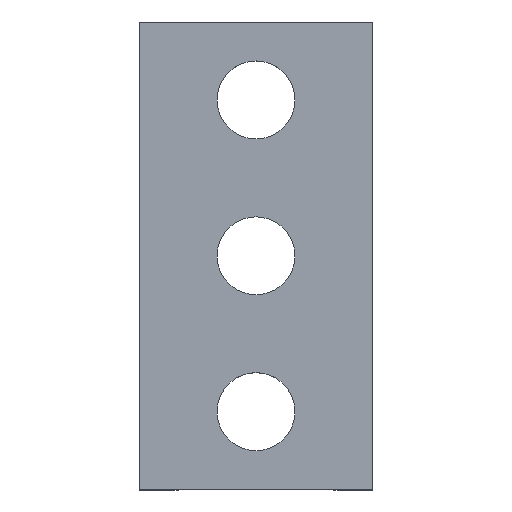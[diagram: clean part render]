
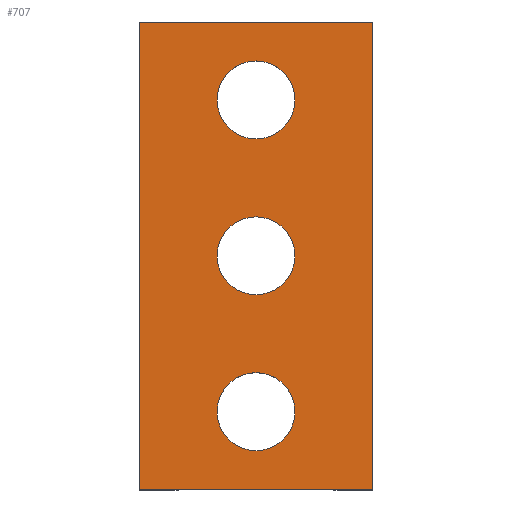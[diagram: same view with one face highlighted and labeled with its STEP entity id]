
A CAD part, top view. The second image highlights one B-rep face of the part: STEP entity #707.
In plain terms, the highlighted planar face has unit normal (0, 0, 1).
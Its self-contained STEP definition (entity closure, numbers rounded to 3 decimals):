
#1 = EDGE_LOOP ( 'NONE', ( #755, #893 ) ) ;
#13 = DIRECTION ( 'NONE',  ( 0., 0., 1. ) ) ;
#23 = ORIENTED_EDGE ( 'NONE', *, *, #643, .F. ) ;
#35 = ORIENTED_EDGE ( 'NONE', *, *, #298, .F. ) ;
#45 = LINE ( 'NONE', #998, #465 ) ;
#55 = DIRECTION ( 'NONE',  ( 1., 0., 0. ) ) ;
#66 = CIRCLE ( 'NONE', #710, 2. ) ;
#73 = DIRECTION ( 'NONE',  ( 0., 0., 1. ) ) ;
#95 = EDGE_CURVE ( 'NONE', #834, #160, #239, .T. ) ;
#104 = AXIS2_PLACEMENT_3D ( 'NONE', #860, #788, #297 ) ;
#110 = CIRCLE ( 'NONE', #104, 2. ) ;
#142 = CARTESIAN_POINT ( 'NONE',  ( -2., 4., 1.5 ) ) ;
#147 = CARTESIAN_POINT ( 'NONE',  ( 0., 4., 1.5 ) ) ;
#157 = VECTOR ( 'NONE', #894, 1000. ) ;
#159 = VERTEX_POINT ( 'NONE', #211 ) ;
#160 = VERTEX_POINT ( 'NONE', #777 ) ;
#170 = ORIENTED_EDGE ( 'NONE', *, *, #346, .F. ) ;
#190 = ORIENTED_EDGE ( 'NONE', *, *, #1031, .T. ) ;
#197 = AXIS2_PLACEMENT_3D ( 'NONE', #567, #13, #572 ) ;
#205 = CARTESIAN_POINT ( 'NONE',  ( 6., 0., 1.5 ) ) ;
#211 = CARTESIAN_POINT ( 'NONE',  ( 2., 12., 1.5 ) ) ;
#228 = CARTESIAN_POINT ( 'NONE',  ( 0., 12., 1.5 ) ) ;
#229 = CIRCLE ( 'NONE', #868, 2. ) ;
#230 = CARTESIAN_POINT ( 'NONE',  ( 6., 24., 1.5 ) ) ;
#236 = CARTESIAN_POINT ( 'NONE',  ( 2., 4., 1.5 ) ) ;
#239 = CIRCLE ( 'NONE', #957, 2. ) ;
#258 = LINE ( 'NONE', #754, #271 ) ;
#271 = VECTOR ( 'NONE', #592, 1000. ) ;
#287 = CARTESIAN_POINT ( 'NONE',  ( 0., 4., 1.5 ) ) ;
#297 = DIRECTION ( 'NONE',  ( 1., 0., 0. ) ) ;
#298 = EDGE_CURVE ( 'NONE', #159, #890, #229, .T. ) ;
#301 = FACE_BOUND ( 'NONE', #1, .T. ) ;
#304 = DIRECTION ( 'NONE',  ( 1., 0., 0. ) ) ;
#326 = CARTESIAN_POINT ( 'NONE',  ( 6., 8., 1.5 ) ) ;
#340 = LINE ( 'NONE', #554, #960 ) ;
#346 = EDGE_CURVE ( 'NONE', #160, #834, #409, .T. ) ;
#351 = ORIENTED_EDGE ( 'NONE', *, *, #806, .F. ) ;
#359 = LINE ( 'NONE', #326, #157 ) ;
#360 = EDGE_CURVE ( 'NONE', #814, #740, #340, .T. ) ;
#365 = VERTEX_POINT ( 'NONE', #578 ) ;
#407 = FACE_BOUND ( 'NONE', #783, .T. ) ;
#409 = CIRCLE ( 'NONE', #197, 2. ) ;
#428 = CARTESIAN_POINT ( 'NONE',  ( 0., 20., 1.5 ) ) ;
#435 = AXIS2_PLACEMENT_3D ( 'NONE', #287, #73, #803 ) ;
#440 = EDGE_LOOP ( 'NONE', ( #35, #351 ) ) ;
#441 = EDGE_CURVE ( 'NONE', #954, #740, #359, .T. ) ;
#464 = CARTESIAN_POINT ( 'NONE',  ( 2., 20., 1.5 ) ) ;
#465 = VECTOR ( 'NONE', #845, 1000. ) ;
#484 = AXIS2_PLACEMENT_3D ( 'NONE', #770, #841, #611 ) ;
#489 = ORIENTED_EDGE ( 'NONE', *, *, #360, .T. ) ;
#491 = DIRECTION ( 'NONE',  ( 1., 0., 0. ) ) ;
#547 = EDGE_LOOP ( 'NONE', ( #489, #996, #23, #190 ) ) ;
#554 = CARTESIAN_POINT ( 'NONE',  ( -6., 0., 1.5 ) ) ;
#567 = CARTESIAN_POINT ( 'NONE',  ( 0., 20., 1.5 ) ) ;
#572 = DIRECTION ( 'NONE',  ( 1., 0., 0. ) ) ;
#578 = CARTESIAN_POINT ( 'NONE',  ( -6., 24., 1.5 ) ) ;
#592 = DIRECTION ( 'NONE',  ( 0., -1., 0. ) ) ;
#611 = DIRECTION ( 'NONE',  ( -1., 0., 0. ) ) ;
#640 = ORIENTED_EDGE ( 'NONE', *, *, #95, .F. ) ;
#643 = EDGE_CURVE ( 'NONE', #365, #954, #45, .T. ) ;
#645 = DIRECTION ( 'NONE',  ( 0., 0., 1. ) ) ;
#655 = FACE_OUTER_BOUND ( 'NONE', #547, .T. ) ;
#684 = DIRECTION ( 'NONE',  ( 1., 0., 0. ) ) ;
#707 = ADVANCED_FACE ( 'NONE', ( #407, #980, #301, #655 ), #762, .F. ) ;
#710 = AXIS2_PLACEMENT_3D ( 'NONE', #147, #785, #55 ) ;
#733 = EDGE_CURVE ( 'NONE', #942, #796, #66, .T. ) ;
#740 = VERTEX_POINT ( 'NONE', #205 ) ;
#754 = CARTESIAN_POINT ( 'NONE',  ( -6., 8., 1.5 ) ) ;
#755 = ORIENTED_EDGE ( 'NONE', *, *, #733, .F. ) ;
#762 = PLANE ( 'NONE',  #484 ) ;
#770 = CARTESIAN_POINT ( 'NONE',  ( -6., 8., 1.5 ) ) ;
#777 = CARTESIAN_POINT ( 'NONE',  ( -2., 20., 1.5 ) ) ;
#783 = EDGE_LOOP ( 'NONE', ( #640, #170 ) ) ;
#785 = DIRECTION ( 'NONE',  ( 0., 0., 1. ) ) ;
#788 = DIRECTION ( 'NONE',  ( 0., 0., 1. ) ) ;
#796 = VERTEX_POINT ( 'NONE', #142 ) ;
#803 = DIRECTION ( 'NONE',  ( 1., 0., 0. ) ) ;
#806 = EDGE_CURVE ( 'NONE', #890, #159, #110, .T. ) ;
#814 = VERTEX_POINT ( 'NONE', #869 ) ;
#834 = VERTEX_POINT ( 'NONE', #464 ) ;
#841 = DIRECTION ( 'NONE',  ( 0., 0., -1. ) ) ;
#845 = DIRECTION ( 'NONE',  ( 1., 0., 0. ) ) ;
#847 = EDGE_CURVE ( 'NONE', #796, #942, #1003, .T. ) ;
#860 = CARTESIAN_POINT ( 'NONE',  ( 0., 12., 1.5 ) ) ;
#868 = AXIS2_PLACEMENT_3D ( 'NONE', #228, #645, #304 ) ;
#869 = CARTESIAN_POINT ( 'NONE',  ( -6., 0., 1.5 ) ) ;
#890 = VERTEX_POINT ( 'NONE', #1027 ) ;
#893 = ORIENTED_EDGE ( 'NONE', *, *, #847, .F. ) ;
#894 = DIRECTION ( 'NONE',  ( 0., -1., 0. ) ) ;
#942 = VERTEX_POINT ( 'NONE', #236 ) ;
#954 = VERTEX_POINT ( 'NONE', #230 ) ;
#957 = AXIS2_PLACEMENT_3D ( 'NONE', #428, #1000, #684 ) ;
#960 = VECTOR ( 'NONE', #491, 1000. ) ;
#980 = FACE_BOUND ( 'NONE', #440, .T. ) ;
#996 = ORIENTED_EDGE ( 'NONE', *, *, #441, .F. ) ;
#998 = CARTESIAN_POINT ( 'NONE',  ( -6., 24., 1.5 ) ) ;
#1000 = DIRECTION ( 'NONE',  ( 0., 0., 1. ) ) ;
#1003 = CIRCLE ( 'NONE', #435, 2. ) ;
#1027 = CARTESIAN_POINT ( 'NONE',  ( -2., 12., 1.5 ) ) ;
#1031 = EDGE_CURVE ( 'NONE', #365, #814, #258, .T. ) ;
